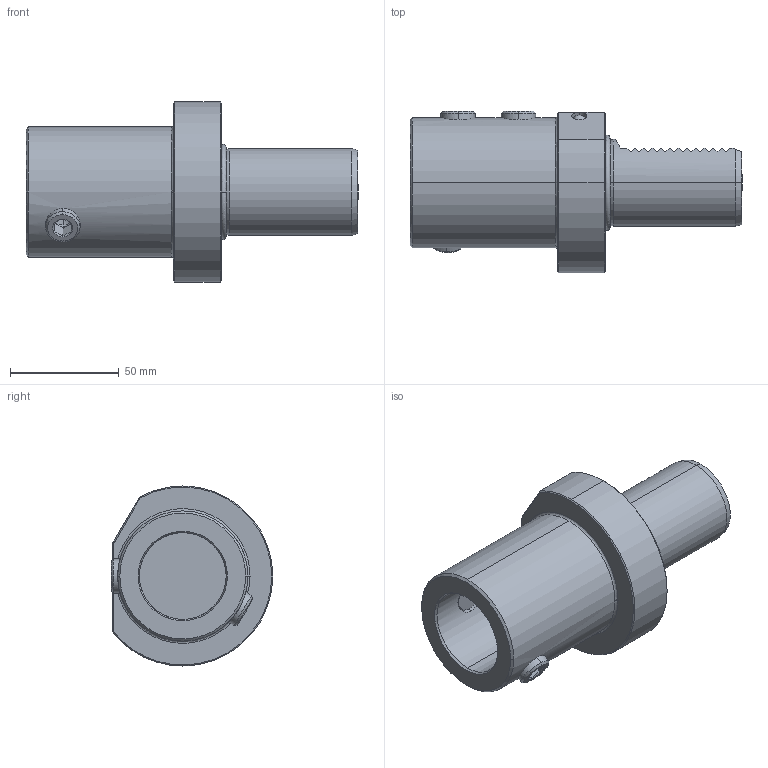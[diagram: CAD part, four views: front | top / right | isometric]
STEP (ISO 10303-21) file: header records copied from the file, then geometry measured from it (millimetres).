
FILE_DESCRIPTION (( 'STEP AP203' ), '1' );
FILE_NAME ('04-1223.stp', '2023-11-06T17:44:01', ( '' ), ( '' ), 'SwSTEP 2.0', 'SolidWorks 2022', '' );
FILE_SCHEMA (( 'CONFIG_CONTROL_DESIGN' ));
Length unit declared in the file: inch
Products named in the file (3): 223060150_SW0001_2; 04-1223; 223060150_SW0001
Assembly tree (2 placements, depth 2):
  04-1223
    223060150_SW0001_2
    223060150_SW0001
Bounding box: 153 x 74.5 x 83 mm (x, y, z)
Volume: 270671.7 mm3; surface area: 50167.1 mm2
Topology: 2 solids, 2 shells, 220 faces, 551 edges, 341 vertices
Faces by surface type: plane 94, cylinder 57, cone 49, bspline 20
Entity records: 9128 total; most frequent: CARTESIAN_POINT 3890, ORIENTED_EDGE 1082, DIRECTION 976, EDGE_CURVE 541, AXIS2_PLACEMENT_3D 371, VERTEX_POINT 341, EDGE_LOOP 240, LINE 234
